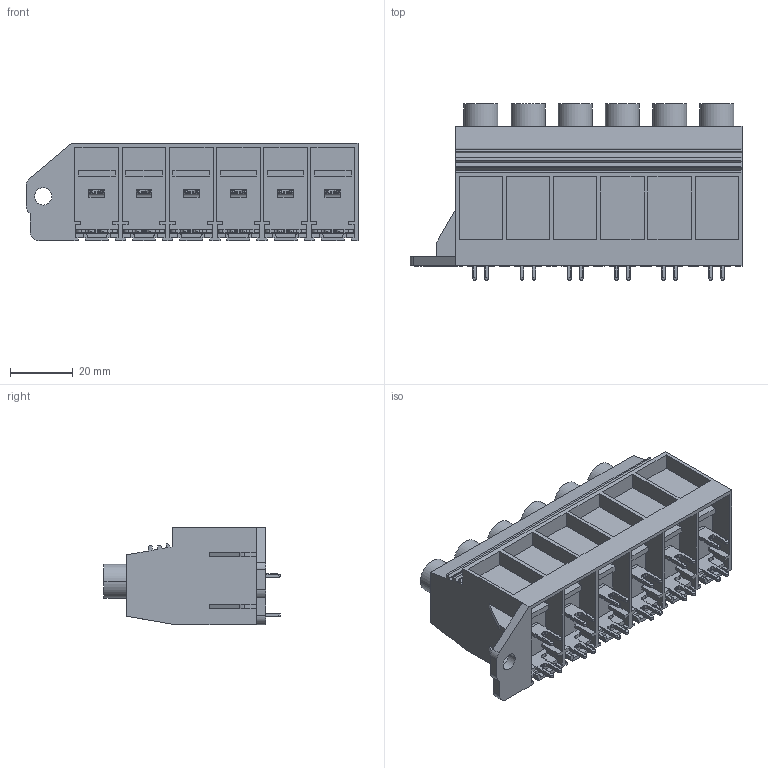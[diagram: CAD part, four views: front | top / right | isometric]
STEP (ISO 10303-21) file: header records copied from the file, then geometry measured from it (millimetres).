
FILE_DESCRIPTION(('CATIA V5 STEP Exchange','CAx-IF Rec.Pracs.--- Model Styling and Organization---1.2---2011-12-15'),'2;1');
FILE_NAME ('D1451652_0_1386480000_1386480000.stp','2016-10-04T11:08:31+00:00',('none'),('Weidmueller'),'CATIA Version 5-6 Release 2014','CATIA V5 STEP AP214','none');
FILE_SCHEMA(('AUTOMOTIVE_DESIGN { 1 0 10303 214 1 1 1 1 }'));
Length unit declared in the file: millimetre
Products named in the file (1): 1386480000_S
Bounding box: 105.5 x 56 x 31 mm (x, y, z)
Volume: 89879.9 mm3; surface area: 30862.4 mm2
Topology: 19 solids, 19 shells, 1118 faces, 3147 edges, 2091 vertices
Faces by surface type: plane 767, cylinder 349, extrusion 2
Entity records: 33652 total; most frequent: CARTESIAN_POINT 7454, ORIENTED_EDGE 6294, DIRECTION 4009, EDGE_CURVE 3147, VECTOR 2321, LINE 2319, VERTEX_POINT 2091, EDGE_LOOP 1144
